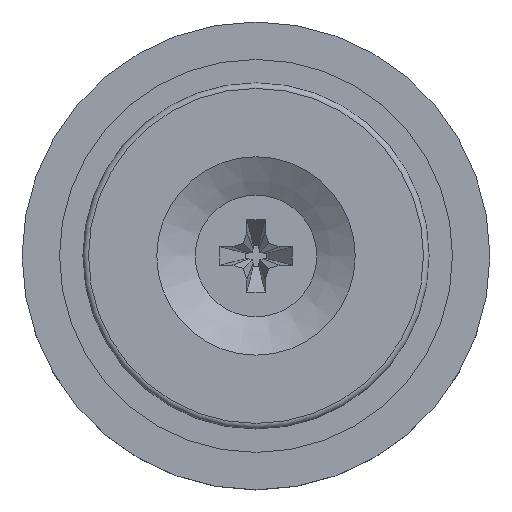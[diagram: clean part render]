
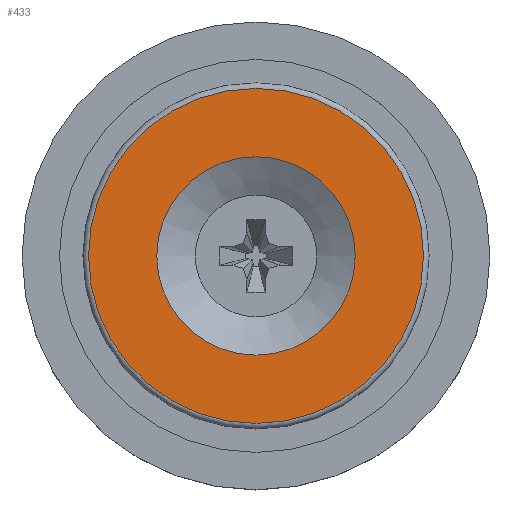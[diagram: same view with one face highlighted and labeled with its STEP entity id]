
A CAD part, top view. The second image highlights one B-rep face of the part: STEP entity #433.
In plain terms, the highlighted planar face has unit normal (0, 0, 1).
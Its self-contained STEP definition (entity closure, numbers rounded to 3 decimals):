
#433=ADVANCED_FACE('',(#592,#594),#596,.T.);
#592=FACE_BOUND('',#593,.T.);
#593=EDGE_LOOP('',(#1021));
#594=FACE_BOUND('',#595,.T.);
#595=EDGE_LOOP('',(#1022));
#596=PLANE('',#597);
#597=AXIS2_PLACEMENT_3D('',#598,#599,#600);
#598=CARTESIAN_POINT('',(0.,0.,5.4));
#599=DIRECTION('',(0.,0.,1.));
#600=DIRECTION('',(-1.,0.,0.));
#1021=ORIENTED_EDGE('',*,*,#1234,.T.);
#1022=ORIENTED_EDGE('',*,*,#1235,.T.);
#1234=EDGE_CURVE('',#1359,#1359,#1360,.T.);
#1235=EDGE_CURVE('',#1361,#1361,#1362,.F.);
#1359=VERTEX_POINT('',#1596);
#1360=CIRCLE('',#1597,8.95);
#1361=VERTEX_POINT('',#1601);
#1362=CIRCLE('',#1602,5.3);
#1596=CARTESIAN_POINT('',(-8.95,0.,5.4));
#1597=AXIS2_PLACEMENT_3D('',#1598,#1599,#1600);
#1598=CARTESIAN_POINT('',(0.,0.,5.4));
#1599=DIRECTION('',(0.,0.,1.));
#1600=DIRECTION('',(-1.,0.,0.));
#1601=CARTESIAN_POINT('',(-5.3,0.,5.4));
#1602=AXIS2_PLACEMENT_3D('',#1603,#1604,#1605);
#1603=CARTESIAN_POINT('',(0.,0.,5.4));
#1604=DIRECTION('',(0.,0.,1.));
#1605=DIRECTION('',(-1.,0.,0.));
